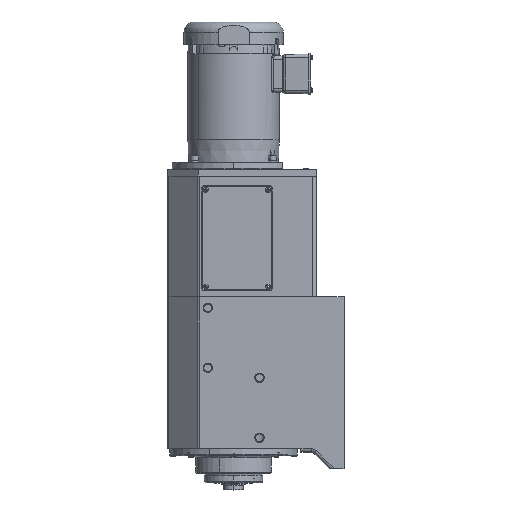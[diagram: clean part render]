
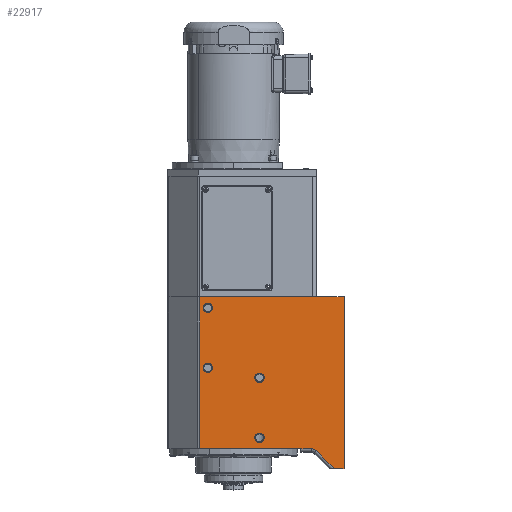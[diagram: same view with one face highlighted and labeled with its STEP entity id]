
A CAD part, top view. The second image highlights one B-rep face of the part: STEP entity #22917.
In plain terms, the highlighted planar face has unit normal (0, 0, 1).
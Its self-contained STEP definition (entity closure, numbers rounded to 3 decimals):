
#459 = CARTESIAN_POINT ( 'NONE',  ( -47.625, 193.294, 119.063 ) ) ;
#1071 = EDGE_CURVE ( 'NONE', #62042, #25460, #48814, .T. ) ;
#1337 = CIRCLE ( 'NONE', #20906, 8.575 ) ;
#2704 = EDGE_LOOP ( 'NONE', ( #61879, #45850 ) ) ;
#3771 = CARTESIAN_POINT ( 'NONE',  ( -39.05, 303.53, 119.063 ) ) ;
#3923 = CARTESIAN_POINT ( 'NONE',  ( 203.2, 7.937, 119.063 ) ) ;
#3933 = EDGE_LOOP ( 'NONE', ( #14225, #65341 ) ) ;
#4164 = EDGE_CURVE ( 'NONE', #27713, #42320, #43985, .T. ) ;
#4899 = EDGE_CURVE ( 'NONE', #25460, #5327, #63938, .T. ) ;
#5318 = VERTEX_POINT ( 'NONE', #61877 ) ;
#5327 = VERTEX_POINT ( 'NONE', #3923 ) ;
#5647 = CIRCLE ( 'NONE', #49224, 8.575 ) ;
#5852 = DIRECTION ( 'NONE',  ( 1., 0., 0. ) ) ;
#6120 = FACE_BOUND ( 'NONE', #12958, .T. ) ;
#6342 = CARTESIAN_POINT ( 'NONE',  ( 47.625, 64.643, 119.063 ) ) ;
#6539 = ORIENTED_EDGE ( 'NONE', *, *, #25758, .T. ) ;
#6907 = CARTESIAN_POINT ( 'NONE',  ( 209.55, 323.85, 119.062 ) ) ;
#7484 = VERTEX_POINT ( 'NONE', #47196 ) ;
#9377 = DIRECTION ( 'NONE',  ( -1., 0., 0. ) ) ;
#9763 = CARTESIAN_POINT ( 'NONE',  ( 143.42, 31.75, 119.062 ) ) ;
#10128 = ORIENTED_EDGE ( 'NONE', *, *, #19918, .F. ) ;
#10636 = VECTOR ( 'NONE', #35695, 1000. ) ;
#10668 = VERTEX_POINT ( 'NONE', #31828 ) ;
#11187 = VECTOR ( 'NONE', #11203, 1000. ) ;
#11203 = DIRECTION ( 'NONE',  ( 0., 1., 0. ) ) ;
#11536 = ORIENTED_EDGE ( 'NONE', *, *, #65125, .F. ) ;
#11671 = DIRECTION ( 'NONE',  ( 1., 0., 0. ) ) ;
#12375 = CARTESIAN_POINT ( 'NONE',  ( -56.2, 193.294, 119.063 ) ) ;
#12958 = EDGE_LOOP ( 'NONE', ( #53803, #10128 ) ) ;
#13399 = CARTESIAN_POINT ( 'NONE',  ( 47.625, 175.006, 119.063 ) ) ;
#13934 = VERTEX_POINT ( 'NONE', #21015 ) ;
#14225 = ORIENTED_EDGE ( 'NONE', *, *, #52906, .F. ) ;
#15077 = ORIENTED_EDGE ( 'NONE', *, *, #23447, .F. ) ;
#15102 = DIRECTION ( 'NONE',  ( -1., 0., 0. ) ) ;
#15698 = VECTOR ( 'NONE', #55213, 1000. ) ;
#17509 = VERTEX_POINT ( 'NONE', #3771 ) ;
#17987 = CARTESIAN_POINT ( 'NONE',  ( 209.55, 7.937, 119.062 ) ) ;
#18045 = LINE ( 'NONE', #44696, #32147 ) ;
#18351 = AXIS2_PLACEMENT_3D ( 'NONE', #25276, #62556, #30599 ) ;
#18716 = DIRECTION ( 'NONE',  ( 1., 0., 0. ) ) ;
#19630 = CIRCLE ( 'NONE', #43923, 8.575 ) ;
#19918 = EDGE_CURVE ( 'NONE', #54312, #13934, #23112, .T. ) ;
#20227 = FACE_BOUND ( 'NONE', #52871, .T. ) ;
#20335 = CIRCLE ( 'NONE', #57661, 8.575 ) ;
#20906 = AXIS2_PLACEMENT_3D ( 'NONE', #6342, #43516, #11671 ) ;
#21015 = CARTESIAN_POINT ( 'NONE',  ( -39.05, 193.294, 119.063 ) ) ;
#22689 = DIRECTION ( 'NONE',  ( 0., 0., 1. ) ) ;
#22833 = VERTEX_POINT ( 'NONE', #24273 ) ;
#22917 = ADVANCED_FACE ( 'NONE', ( #62759, #6120, #34353, #20227, #61068 ), #30468, .F. ) ;
#23112 = CIRCLE ( 'NONE', #18351, 8.575 ) ;
#23447 = EDGE_CURVE ( 'NONE', #62042, #60491, #23522, .T. ) ;
#23522 = CIRCLE ( 'NONE', #56894, 12.7 ) ;
#24273 = CARTESIAN_POINT ( 'NONE',  ( -62.457, 323.85, 119.063 ) ) ;
#25276 = CARTESIAN_POINT ( 'NONE',  ( -47.625, 193.294, 119.063 ) ) ;
#25344 = CIRCLE ( 'NONE', #32584, 8.575 ) ;
#25460 = VERTEX_POINT ( 'NONE', #35011 ) ;
#25758 = EDGE_CURVE ( 'NONE', #26574, #22833, #43065, .T. ) ;
#26574 = VERTEX_POINT ( 'NONE', #42309 ) ;
#26726 = DIRECTION ( 'NONE',  ( 0., 0., 1. ) ) ;
#26739 = CARTESIAN_POINT ( 'NONE',  ( -47.625, 303.53, 119.063 ) ) ;
#27401 = DIRECTION ( 'NONE',  ( 0., 0., 1. ) ) ;
#27713 = VERTEX_POINT ( 'NONE', #34641 ) ;
#27934 = CIRCLE ( 'NONE', #66706, 8.575 ) ;
#28255 = DIRECTION ( 'NONE',  ( -1., 0., 0. ) ) ;
#28900 = VECTOR ( 'NONE', #28255, 1000. ) ;
#28980 = DIRECTION ( 'NONE',  ( 0.707, -0.707, 0. ) ) ;
#29428 = ORIENTED_EDGE ( 'NONE', *, *, #4899, .T. ) ;
#30468 = PLANE ( 'NONE',  #66685 ) ;
#30599 = DIRECTION ( 'NONE',  ( 1., 0., 0. ) ) ;
#30863 = VERTEX_POINT ( 'NONE', #33653 ) ;
#30948 = VECTOR ( 'NONE', #52953, 1000. ) ;
#31064 = VERTEX_POINT ( 'NONE', #67877 ) ;
#31561 = ORIENTED_EDGE ( 'NONE', *, *, #54385, .T. ) ;
#31828 = CARTESIAN_POINT ( 'NONE',  ( 39.05, 175.006, 119.063 ) ) ;
#32028 = ORIENTED_EDGE ( 'NONE', *, *, #67285, .T. ) ;
#32049 = DIRECTION ( 'NONE',  ( 1., 0., 0. ) ) ;
#32147 = VECTOR ( 'NONE', #44936, 1000. ) ;
#32314 = CARTESIAN_POINT ( 'NONE',  ( 203.2, 330.2, 119.062 ) ) ;
#32477 = AXIS2_PLACEMENT_3D ( 'NONE', #459, #37634, #5852 ) ;
#32584 = AXIS2_PLACEMENT_3D ( 'NONE', #26739, #64035, #32049 ) ;
#33653 = CARTESIAN_POINT ( 'NONE',  ( 39.05, 64.643, 119.063 ) ) ;
#34353 = FACE_BOUND ( 'NONE', #3933, .T. ) ;
#34641 = CARTESIAN_POINT ( 'NONE',  ( -62.457, 44.45, 119.063 ) ) ;
#34644 = VECTOR ( 'NONE', #28980, 1000. ) ;
#35011 = CARTESIAN_POINT ( 'NONE',  ( 185.193, 7.937, 119.062 ) ) ;
#35695 = DIRECTION ( 'NONE',  ( 1., 0., 0. ) ) ;
#37634 = DIRECTION ( 'NONE',  ( 0., 0., 1. ) ) ;
#37657 = CARTESIAN_POINT ( 'NONE',  ( 143.42, 44.45, 119.062 ) ) ;
#39268 = ORIENTED_EDGE ( 'NONE', *, *, #53812, .F. ) ;
#39455 = LINE ( 'NONE', #32314, #11187 ) ;
#41208 = DIRECTION ( 'NONE',  ( 0., 0., -1. ) ) ;
#42309 = CARTESIAN_POINT ( 'NONE',  ( 203.2, 323.85, 119.063 ) ) ;
#42320 = VERTEX_POINT ( 'NONE', #56873 ) ;
#42920 = ORIENTED_EDGE ( 'NONE', *, *, #1071, .T. ) ;
#43065 = LINE ( 'NONE', #6907, #28900 ) ;
#43516 = DIRECTION ( 'NONE',  ( 0., 0., 1. ) ) ;
#43923 = AXIS2_PLACEMENT_3D ( 'NONE', #13399, #50602, #18716 ) ;
#43985 = LINE ( 'NONE', #55672, #15698 ) ;
#44028 = EDGE_LOOP ( 'NONE', ( #42920, #29428, #32028, #6539, #55645, #44093, #31561, #15077 ) ) ;
#44093 = ORIENTED_EDGE ( 'NONE', *, *, #4164, .T. ) ;
#44696 = CARTESIAN_POINT ( 'NONE',  ( 209.55, 44.45, 119.062 ) ) ;
#44936 = DIRECTION ( 'NONE',  ( 1., 0., 0. ) ) ;
#45132 = LINE ( 'NONE', #47601, #30948 ) ;
#45850 = ORIENTED_EDGE ( 'NONE', *, *, #59006, .F. ) ;
#46081 = CIRCLE ( 'NONE', #32477, 8.575 ) ;
#46959 = DIRECTION ( 'NONE',  ( 0., 0., 1. ) ) ;
#47196 = CARTESIAN_POINT ( 'NONE',  ( 56.2, 64.643, 119.063 ) ) ;
#47601 = CARTESIAN_POINT ( 'NONE',  ( -62.457, 330.2, 119.063 ) ) ;
#48814 = LINE ( 'NONE', #60464, #34644 ) ;
#48848 = EDGE_CURVE ( 'NONE', #13934, #54312, #46081, .T. ) ;
#49224 = AXIS2_PLACEMENT_3D ( 'NONE', #58653, #26726, #64016 ) ;
#49678 = EDGE_CURVE ( 'NONE', #22833, #27713, #45132, .T. ) ;
#50602 = DIRECTION ( 'NONE',  ( 0., 0., 1. ) ) ;
#51241 = CARTESIAN_POINT ( 'NONE',  ( 209.55, 330.2, 119.062 ) ) ;
#52871 = EDGE_LOOP ( 'NONE', ( #39268, #11536 ) ) ;
#52906 = EDGE_CURVE ( 'NONE', #5318, #10668, #5647, .T. ) ;
#52953 = DIRECTION ( 'NONE',  ( 0., -1., 0. ) ) ;
#53803 = ORIENTED_EDGE ( 'NONE', *, *, #48848, .F. ) ;
#53812 = EDGE_CURVE ( 'NONE', #7484, #30863, #27934, .T. ) ;
#53980 = EDGE_CURVE ( 'NONE', #10668, #5318, #19630, .T. ) ;
#54312 = VERTEX_POINT ( 'NONE', #12375 ) ;
#54385 = EDGE_CURVE ( 'NONE', #42320, #60491, #18045, .T. ) ;
#54565 = CARTESIAN_POINT ( 'NONE',  ( 47.625, 64.643, 119.063 ) ) ;
#55213 = DIRECTION ( 'NONE',  ( 1., 0., 0. ) ) ;
#55645 = ORIENTED_EDGE ( 'NONE', *, *, #49678, .T. ) ;
#55672 = CARTESIAN_POINT ( 'NONE',  ( 209.55, 44.45, 119.062 ) ) ;
#56873 = CARTESIAN_POINT ( 'NONE',  ( 123.825, 44.45, 119.062 ) ) ;
#56894 = AXIS2_PLACEMENT_3D ( 'NONE', #9763, #46959, #15102 ) ;
#57661 = AXIS2_PLACEMENT_3D ( 'NONE', #59357, #27401, #64711 ) ;
#58329 = CARTESIAN_POINT ( 'NONE',  ( 152.4, 40.73, 119.062 ) ) ;
#58653 = CARTESIAN_POINT ( 'NONE',  ( 47.625, 175.006, 119.063 ) ) ;
#58926 = EDGE_CURVE ( 'NONE', #17509, #31064, #25344, .T. ) ;
#59006 = EDGE_CURVE ( 'NONE', #31064, #17509, #20335, .T. ) ;
#59357 = CARTESIAN_POINT ( 'NONE',  ( -47.625, 303.53, 119.063 ) ) ;
#59973 = DIRECTION ( 'NONE',  ( 1., 0., 0. ) ) ;
#60464 = CARTESIAN_POINT ( 'NONE',  ( 36.24, 156.89, 119.062 ) ) ;
#60491 = VERTEX_POINT ( 'NONE', #37657 ) ;
#61068 = FACE_OUTER_BOUND ( 'NONE', #44028, .T. ) ;
#61877 = CARTESIAN_POINT ( 'NONE',  ( 56.2, 175.006, 119.063 ) ) ;
#61879 = ORIENTED_EDGE ( 'NONE', *, *, #58926, .F. ) ;
#62042 = VERTEX_POINT ( 'NONE', #58329 ) ;
#62556 = DIRECTION ( 'NONE',  ( 0., 0., 1. ) ) ;
#62759 = FACE_BOUND ( 'NONE', #2704, .T. ) ;
#63938 = LINE ( 'NONE', #17987, #10636 ) ;
#64016 = DIRECTION ( 'NONE',  ( 1., 0., 0. ) ) ;
#64035 = DIRECTION ( 'NONE',  ( 0., 0., 1. ) ) ;
#64711 = DIRECTION ( 'NONE',  ( 1., 0., 0. ) ) ;
#65125 = EDGE_CURVE ( 'NONE', #30863, #7484, #1337, .T. ) ;
#65341 = ORIENTED_EDGE ( 'NONE', *, *, #53980, .F. ) ;
#66685 = AXIS2_PLACEMENT_3D ( 'NONE', #51241, #41208, #9377 ) ;
#66706 = AXIS2_PLACEMENT_3D ( 'NONE', #54565, #22689, #59973 ) ;
#67285 = EDGE_CURVE ( 'NONE', #5327, #26574, #39455, .T. ) ;
#67877 = CARTESIAN_POINT ( 'NONE',  ( -56.2, 303.53, 119.063 ) ) ;
